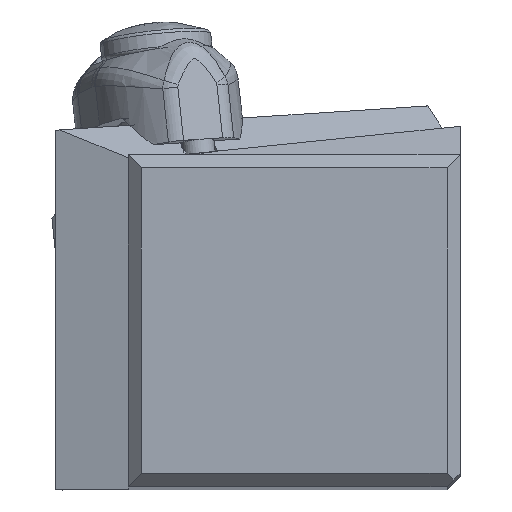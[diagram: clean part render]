
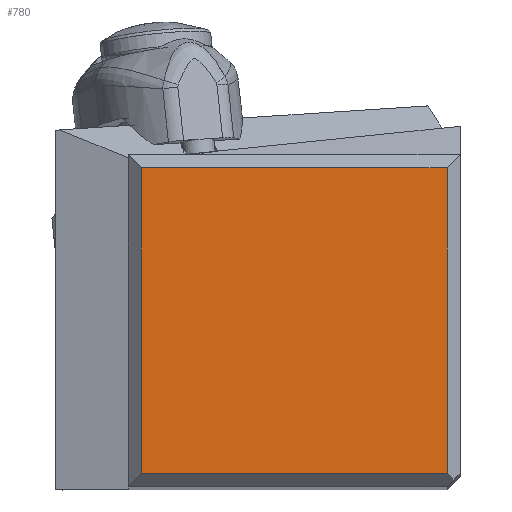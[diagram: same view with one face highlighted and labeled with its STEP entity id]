
A CAD part, top view. The second image highlights one B-rep face of the part: STEP entity #780.
In plain terms, the highlighted planar face has unit normal (0, 0, 1).
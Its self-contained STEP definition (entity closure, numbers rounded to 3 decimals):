
#517=FACE_OUTER_BOUND('',#1164,.T.);
#780=ADVANCED_FACE('',(#517),#1051,.T.);
#1051=PLANE('',#4896);
#1164=EDGE_LOOP('',(#1763,#1764,#1765,#1766));
#1763=ORIENTED_EDGE('',*,*,#3525,.F.);
#1764=ORIENTED_EDGE('',*,*,#3532,.F.);
#1765=ORIENTED_EDGE('',*,*,#3588,.F.);
#1766=ORIENTED_EDGE('',*,*,#3589,.T.);
#3074=VERTEX_POINT('',#6527);
#3075=VERTEX_POINT('',#6529);
#3079=VERTEX_POINT('',#6541);
#3119=VERTEX_POINT('',#6651);
#3525=EDGE_CURVE('',#3074,#3075,#4230,.T.);
#3532=EDGE_CURVE('',#3079,#3074,#4237,.T.);
#3588=EDGE_CURVE('',#3119,#3079,#4277,.T.);
#3589=EDGE_CURVE('',#3119,#3075,#4278,.T.);
#4230=LINE('',#6528,#4479);
#4237=LINE('',#6542,#4486);
#4277=LINE('',#6652,#4526);
#4278=LINE('',#6654,#4527);
#4479=VECTOR('',#5363,1.);
#4486=VECTOR('',#5374,1.);
#4526=VECTOR('',#5474,1.);
#4527=VECTOR('',#5477,1.);
#4896=AXIS2_PLACEMENT_3D('',#6655,#5478,#5479);
#5363=DIRECTION('',(-1.,0.,0.));
#5374=DIRECTION('',(0.,-1.,0.));
#5474=DIRECTION('',(1.,0.,0.));
#5477=DIRECTION('',(0.,-1.,0.));
#5478=DIRECTION('',(0.,0.,1.));
#5479=DIRECTION('',(-1.,0.,0.));
#6527=CARTESIAN_POINT('',(-1.,1.,0.));
#6528=CARTESIAN_POINT('',(-1.,1.,0.));
#6529=CARTESIAN_POINT('',(-24.4,1.,0.));
#6541=CARTESIAN_POINT('',(-1.,24.4,0.));
#6542=CARTESIAN_POINT('',(-1.,24.4,0.));
#6651=CARTESIAN_POINT('',(-24.4,24.4,0.));
#6652=CARTESIAN_POINT('',(-24.4,24.4,0.));
#6654=CARTESIAN_POINT('',(-24.4,24.4,0.));
#6655=CARTESIAN_POINT('',(-12.7,12.7,0.));
